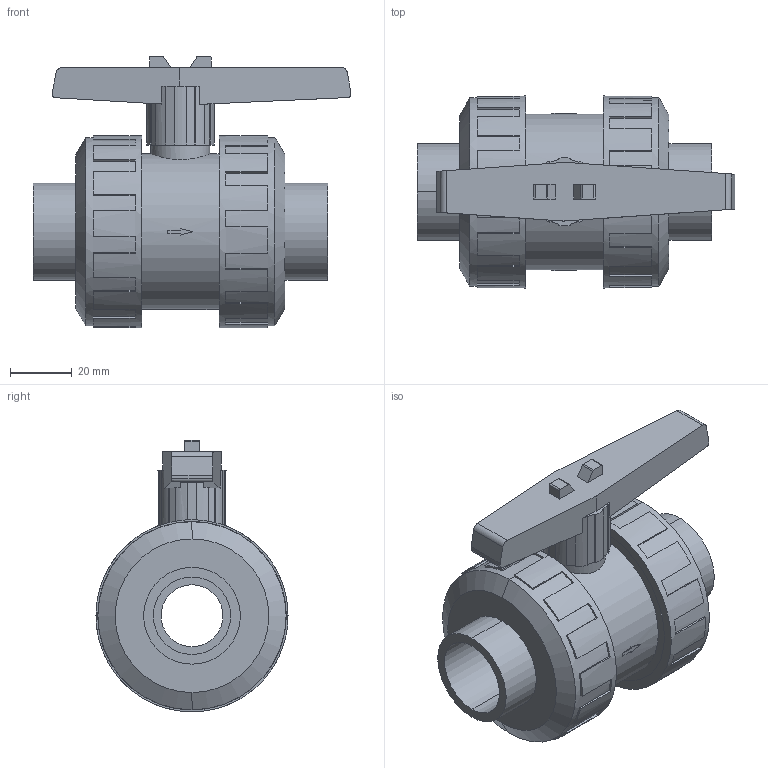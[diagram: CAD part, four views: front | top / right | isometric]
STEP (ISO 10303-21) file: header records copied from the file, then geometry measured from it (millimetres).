
FILE_DESCRIPTION(('STEP AP214'),'1');
FILE_NAME('cctmp_BDA615B1-1420-4D0D-83C6-C2638EACCE32_2021_10_22_07_49_45_0706..stp','2021-10-22T05:49:45',('Praher Valves GmbH'),('CADClick - www.CADClick.com'),'Spatial InterOp 3D',' ','unknown authorization');
FILE_SCHEMA(('AUTOMOTIVE_DESIGN'));
Length unit declared in the file: millimetre
Products named in the file (1): 126968
Bounding box: 102.5 x 62 x 87.67 mm (x, y, z)
Volume: 175593 mm3; surface area: 52294.2 mm2
Topology: 1 solids, 3 shells, 270 faces, 734 edges, 485 vertices
Faces by surface type: plane 206, cylinder 60, cone 4
Entity records: 10815 total; most frequent: CARTESIAN_POINT 1557, DIRECTION 1517, ORIENTED_EDGE 1468, EDGE_CURVE 734, AXIS2_PLACEMENT_3D 515, LINE 487, VECTOR 487, VERTEX_POINT 485
